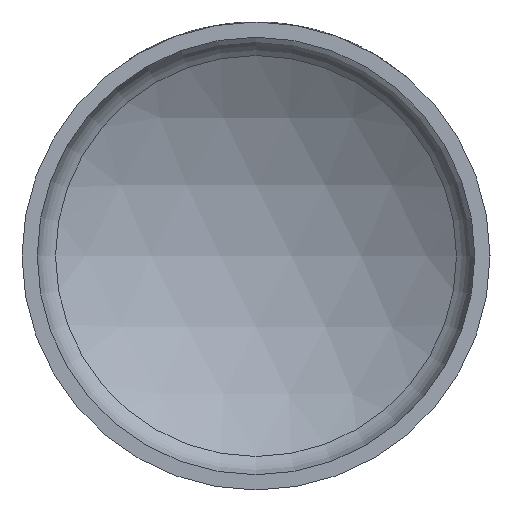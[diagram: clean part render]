
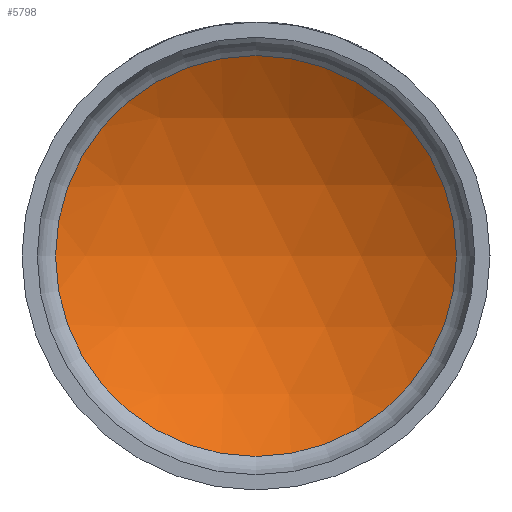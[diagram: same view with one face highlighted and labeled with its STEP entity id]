
A CAD part, left-side view. The second image highlights one B-rep face of the part: STEP entity #5798.
In plain terms, the highlighted spherical face has radius 37.719 mm.
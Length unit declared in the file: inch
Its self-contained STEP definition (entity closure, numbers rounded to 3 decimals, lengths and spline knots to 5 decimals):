
#14=SPHERICAL_SURFACE('',#6102,1.485);
#682=FACE_OUTER_BOUND('',#1035,.T.);
#1035=EDGE_LOOP('',(#5404));
#1491=CIRCLE('',#6103,0.85673);
#2829=VERTEX_POINT('',#13006);
#3690=EDGE_CURVE('',#2829,#2829,#1491,.T.);
#5404=ORIENTED_EDGE('',*,*,#3690,.F.);
#5798=ADVANCED_FACE('',(#682),#14,.F.);
#6102=AXIS2_PLACEMENT_3D('',#13005,#7085,#7086);
#6103=AXIS2_PLACEMENT_3D('',#13007,#7087,#7088);
#7085=DIRECTION('center_axis',(0.,0.,1.));
#7086=DIRECTION('ref_axis',(1.,0.,0.));
#7087=DIRECTION('center_axis',(1.,0.,0.));
#7088=DIRECTION('ref_axis',(0.,1.,0.));
#13005=CARTESIAN_POINT('Origin',(-0.8,0.,0.));
#13006=CARTESIAN_POINT('',(0.41295,0.85673,0.));
#13007=CARTESIAN_POINT('Origin',(0.41295,0.,
0.));
